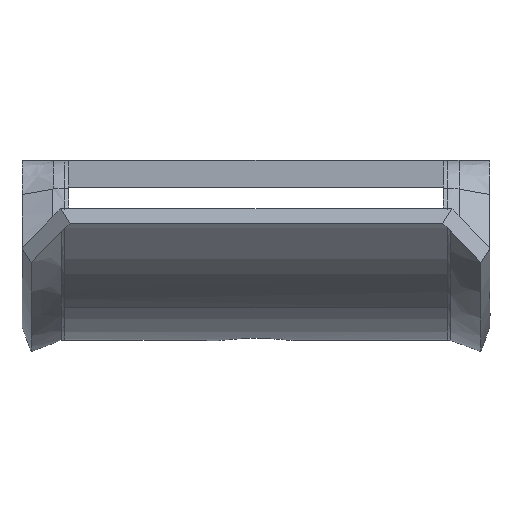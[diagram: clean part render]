
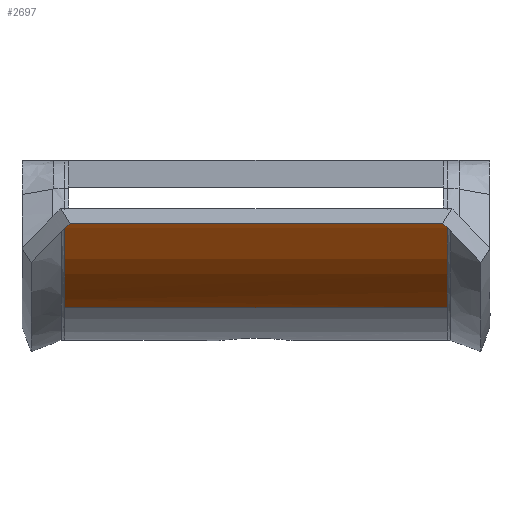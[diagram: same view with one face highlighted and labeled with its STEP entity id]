
A CAD part, top view. The second image highlights one B-rep face of the part: STEP entity #2697.
In plain terms, the highlighted cylindrical face has radius 20 mm (diameter 40 mm), a partial arc.
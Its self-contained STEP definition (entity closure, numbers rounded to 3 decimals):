
#74 = DIRECTION ( 'NONE',  ( -1., 0., 0. ) ) ;
#81 = CARTESIAN_POINT ( 'NONE',  ( 14.31, -7.333, 37.944 ) ) ;
#97 = VECTOR ( 'NONE', #3068, 1000. ) ;
#200 = VECTOR ( 'NONE', #1019, 1000. ) ;
#207 = CARTESIAN_POINT ( 'NONE',  ( -13.897, -4.803, 40. ) ) ;
#277 = EDGE_CURVE ( 'NONE', #2681, #2741, #1914, .T. ) ;
#313 = ORIENTED_EDGE ( 'NONE', *, *, #958, .T. ) ;
#349 = CARTESIAN_POINT ( 'NONE',  ( -14.31, -8.542, 36.681 ) ) ;
#358 = CARTESIAN_POINT ( 'NONE',  ( 14.31, -5.098, 39.786 ) ) ;
#360 = CARTESIAN_POINT ( 'NONE',  ( -14.31, -7.824, 37.468 ) ) ;
#370 = CYLINDRICAL_SURFACE ( 'NONE', #1008, 20. ) ;
#388 = CARTESIAN_POINT ( 'NONE',  ( 61.952, 6.5, 23.5 ) ) ;
#498 = CARTESIAN_POINT ( 'NONE',  ( 14.31, -10.533, 34.042 ) ) ;
#500 = CARTESIAN_POINT ( 'NONE',  ( -14.17, -5.02, 39.849 ) ) ;
#522 = CARTESIAN_POINT ( 'NONE',  ( -14.31, -5.948, 39.186 ) ) ;
#554 = ORIENTED_EDGE ( 'NONE', *, *, #2193, .F. ) ;
#639 = VERTEX_POINT ( 'NONE', #2653 ) ;
#666 = EDGE_CURVE ( 'NONE', #3176, #1461, #1699, .T. ) ;
#789 = ORIENTED_EDGE ( 'NONE', *, *, #1786, .F. ) ;
#907 = EDGE_CURVE ( 'NONE', #1622, #2077, #1412, .T. ) ;
#958 = EDGE_CURVE ( 'NONE', #3376, #2681, #1489, .T. ) ;
#1008 = AXIS2_PLACEMENT_3D ( 'NONE', #388, #74, #3093 ) ;
#1019 = DIRECTION ( 'NONE',  ( -1., 0., 0. ) ) ;
#1024 = CARTESIAN_POINT ( 'NONE',  ( -14.31, -6.721, 38.54 ) ) ;
#1156 = CARTESIAN_POINT ( 'NONE',  ( 14.31, -6.571, 38.659 ) ) ;
#1186 = CARTESIAN_POINT ( 'NONE',  ( 14.31, -7.442, 37.839 ) ) ;
#1210 = B_SPLINE_CURVE_WITH_KNOTS ( 'NONE', 3,
 ( #2320, #522, #1024, #2684 ),
 .UNSPECIFIED., .F., .F.,
 ( 4, 4 ),
 ( 0.117, 1. ),
 .UNSPECIFIED. ) ;
#1226 = CARTESIAN_POINT ( 'NONE',  ( -14.31, -8.542, 36.681 ) ) ;
#1232 = CARTESIAN_POINT ( 'NONE',  ( 14.31, -11.075, 33.045 ) ) ;
#1325 = CARTESIAN_POINT ( 'NONE',  ( 14.31, -7.818, 37.477 ) ) ;
#1345 = VERTEX_POINT ( 'NONE', #2895 ) ;
#1412 = LINE ( 'NONE', #1962, #97 ) ;
#1461 = VERTEX_POINT ( 'NONE', #1232 ) ;
#1489 = B_SPLINE_CURVE_WITH_KNOTS ( 'NONE', 3,
 ( #3440, #360, #2014, #1226 ),
 .UNSPECIFIED., .F., .F.,
 ( 4, 4 ),
 ( 0., 1. ),
 .UNSPECIFIED. ) ;
#1509 = FACE_OUTER_BOUND ( 'NONE', #1527, .T. ) ;
#1518 = CARTESIAN_POINT ( 'NONE',  ( -14.31, -5.126, 39.766 ) ) ;
#1527 = EDGE_LOOP ( 'NONE', ( #789, #3132, #554, #3026, #3431, #2335, #2297, #2063, #313, #2863 ) ) ;
#1542 = CARTESIAN_POINT ( 'NONE',  ( 14.063, -4.903, 39.931 ) ) ;
#1597 = CARTESIAN_POINT ( 'NONE',  ( 14.31, -11.075, 33.045 ) ) ;
#1603 = EDGE_CURVE ( 'NONE', #2077, #2314, #2144, .T. ) ;
#1616 = CARTESIAN_POINT ( 'NONE',  ( 14.31, -8.185, 37.09 ) ) ;
#1622 = VERTEX_POINT ( 'NONE', #2079 ) ;
#1699 = B_SPLINE_CURVE_WITH_KNOTS ( 'NONE', 3,
 ( #2136, #1860, #2965, #498, #1597 ),
 .UNSPECIFIED., .F., .F.,
 ( 4, 1, 4 ),
 ( 0., 0.257, 0.989 ),
 .UNSPECIFIED. ) ;
#1786 = EDGE_CURVE ( 'NONE', #1461, #2741, #1822, .T. ) ;
#1808 = EDGE_CURVE ( 'NONE', #639, #1622, #2188, .T. ) ;
#1822 = LINE ( 'NONE', #3448, #200 ) ;
#1843 = CARTESIAN_POINT ( 'NONE',  ( -14.31, -5.126, 39.766 ) ) ;
#1860 = CARTESIAN_POINT ( 'NONE',  ( 14.31, -8.785, 36.402 ) ) ;
#1914 = B_SPLINE_CURVE_WITH_KNOTS ( 'NONE', 3,
 ( #2194, #3531, #2226, #3324 ),
 .UNSPECIFIED., .F., .F.,
 ( 4, 4 ),
 ( 0., 0.988 ),
 .UNSPECIFIED. ) ;
#1939 = CARTESIAN_POINT ( 'NONE',  ( -14.31, -7.442, 37.839 ) ) ;
#1961 = CARTESIAN_POINT ( 'NONE',  ( 14.31, -8.542, 36.681 ) ) ;
#1962 = CARTESIAN_POINT ( 'NONE',  ( 14.31, -4.803, 40. ) ) ;
#2014 = CARTESIAN_POINT ( 'NONE',  ( -14.31, -8.191, 37.082 ) ) ;
#2063 = ORIENTED_EDGE ( 'NONE', *, *, #3517, .T. ) ;
#2077 = VERTEX_POINT ( 'NONE', #3189 ) ;
#2079 = CARTESIAN_POINT ( 'NONE',  ( 13.94, -4.803, 40. ) ) ;
#2100 = CARTESIAN_POINT ( 'NONE',  ( 14.31, -5.098, 39.786 ) ) ;
#2136 = CARTESIAN_POINT ( 'NONE',  ( 14.31, -8.542, 36.681 ) ) ;
#2144 = B_SPLINE_CURVE_WITH_KNOTS ( 'NONE', 3,
 ( #207, #2409, #500, #1843 ),
 .UNSPECIFIED., .F., .F.,
 ( 4, 4 ),
 ( 0., 1. ),
 .UNSPECIFIED. ) ;
#2188 = B_SPLINE_CURVE_WITH_KNOTS ( 'NONE', 3,
 ( #2100, #2906, #1542, #2636 ),
 .UNSPECIFIED., .F., .F.,
 ( 4, 4 ),
 ( 0., 1. ),
 .UNSPECIFIED. ) ;
#2193 = EDGE_CURVE ( 'NONE', #1345, #3176, #2225, .T. ) ;
#2194 = CARTESIAN_POINT ( 'NONE',  ( -14.31, -8.542, 36.681 ) ) ;
#2225 = B_SPLINE_CURVE_WITH_KNOTS ( 'NONE', 3,
 ( #3253, #1325, #1616, #3231 ),
 .UNSPECIFIED., .F., .F.,
 ( 4, 4 ),
 ( 0., 1. ),
 .UNSPECIFIED. ) ;
#2226 = CARTESIAN_POINT ( 'NONE',  ( -14.31, -10.369, 34.346 ) ) ;
#2297 = ORIENTED_EDGE ( 'NONE', *, *, #1603, .T. ) ;
#2314 = VERTEX_POINT ( 'NONE', #1518 ) ;
#2320 = CARTESIAN_POINT ( 'NONE',  ( -14.31, -5.126, 39.766 ) ) ;
#2335 = ORIENTED_EDGE ( 'NONE', *, *, #907, .T. ) ;
#2375 = B_SPLINE_CURVE_WITH_KNOTS ( 'NONE', 3,
 ( #358, #2556, #1156, #81, #1186 ),
 .UNSPECIFIED., .F., .F.,
 ( 4, 1, 4 ),
 ( 0.109, 0.872, 1. ),
 .UNSPECIFIED. ) ;
#2409 = CARTESIAN_POINT ( 'NONE',  ( -14.032, -4.911, 39.926 ) ) ;
#2556 = CARTESIAN_POINT ( 'NONE',  ( 14.31, -5.777, 39.269 ) ) ;
#2636 = CARTESIAN_POINT ( 'NONE',  ( 13.94, -4.803, 40. ) ) ;
#2653 = CARTESIAN_POINT ( 'NONE',  ( 14.31, -5.098, 39.786 ) ) ;
#2681 = VERTEX_POINT ( 'NONE', #349 ) ;
#2684 = CARTESIAN_POINT ( 'NONE',  ( -14.31, -7.442, 37.839 ) ) ;
#2697 = ADVANCED_FACE ( 'NONE', ( #1509 ), #370, .T. ) ;
#2741 = VERTEX_POINT ( 'NONE', #3159 ) ;
#2863 = ORIENTED_EDGE ( 'NONE', *, *, #277, .T. ) ;
#2895 = CARTESIAN_POINT ( 'NONE',  ( 14.31, -7.442, 37.839 ) ) ;
#2906 = CARTESIAN_POINT ( 'NONE',  ( 14.187, -5.003, 39.862 ) ) ;
#2965 = CARTESIAN_POINT ( 'NONE',  ( 14.31, -9.702, 35.29 ) ) ;
#3026 = ORIENTED_EDGE ( 'NONE', *, *, #3072, .F. ) ;
#3068 = DIRECTION ( 'NONE',  ( -1., 0., 0. ) ) ;
#3072 = EDGE_CURVE ( 'NONE', #639, #1345, #2375, .T. ) ;
#3093 = DIRECTION ( 'NONE',  ( 0., -0.879, 0.477 ) ) ;
#3132 = ORIENTED_EDGE ( 'NONE', *, *, #666, .F. ) ;
#3159 = CARTESIAN_POINT ( 'NONE',  ( -14.31, -11.075, 33.045 ) ) ;
#3176 = VERTEX_POINT ( 'NONE', #1961 ) ;
#3189 = CARTESIAN_POINT ( 'NONE',  ( -13.897, -4.803, 40. ) ) ;
#3231 = CARTESIAN_POINT ( 'NONE',  ( 14.31, -8.542, 36.681 ) ) ;
#3253 = CARTESIAN_POINT ( 'NONE',  ( 14.31, -7.442, 37.839 ) ) ;
#3324 = CARTESIAN_POINT ( 'NONE',  ( -14.31, -11.075, 33.045 ) ) ;
#3376 = VERTEX_POINT ( 'NONE', #1939 ) ;
#3431 = ORIENTED_EDGE ( 'NONE', *, *, #1808, .T. ) ;
#3440 = CARTESIAN_POINT ( 'NONE',  ( -14.31, -7.442, 37.839 ) ) ;
#3448 = CARTESIAN_POINT ( 'NONE',  ( 61.952, -11.075, 33.045 ) ) ;
#3517 = EDGE_CURVE ( 'NONE', #2314, #3376, #1210, .T. ) ;
#3531 = CARTESIAN_POINT ( 'NONE',  ( -14.31, -9.517, 35.568 ) ) ;
